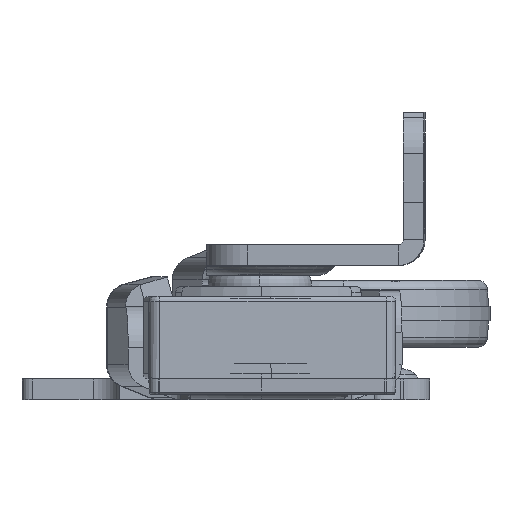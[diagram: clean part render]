
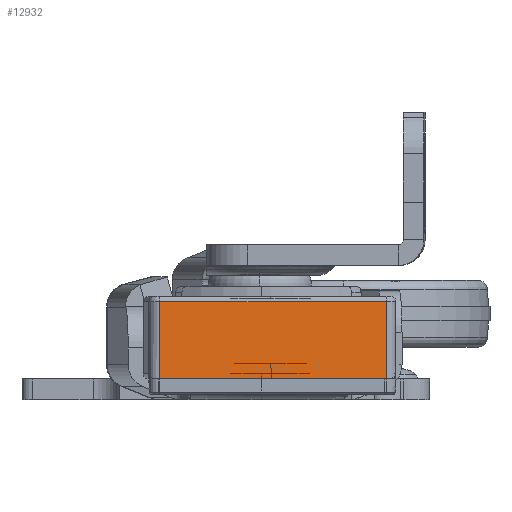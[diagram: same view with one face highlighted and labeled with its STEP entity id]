
A CAD part, left-side view. The second image highlights one B-rep face of the part: STEP entity #12932.
In plain terms, the highlighted face is planar.
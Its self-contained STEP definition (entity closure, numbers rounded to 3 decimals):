
#1300 = DIRECTION ( 'NONE',  ( 0., 1., 0. ) ) ;
#1314 = ORIENTED_EDGE ( 'NONE', *, *, #15796, .T. ) ;
#1415 = AXIS2_PLACEMENT_3D ( 'NONE', #16021, #18174, #24586 ) ;
#2395 = ORIENTED_EDGE ( 'NONE', *, *, #8679, .T. ) ;
#2747 = CARTESIAN_POINT ( 'NONE',  ( 10., 11., 0.5 ) ) ;
#3457 = LINE ( 'NONE', #11216, #16776 ) ;
#3796 = CARTESIAN_POINT ( 'NONE',  ( 10., -11., 8. ) ) ;
#3970 = VECTOR ( 'NONE', #6838, 1000. ) ;
#4423 = LINE ( 'NONE', #24236, #3970 ) ;
#4843 = FACE_OUTER_BOUND ( 'NONE', #10239, .T. ) ;
#5362 = VERTEX_POINT ( 'NONE', #20222 ) ;
#5426 = ORIENTED_EDGE ( 'NONE', *, *, #23540, .F. ) ;
#5511 = EDGE_CURVE ( 'NONE', #10651, #7854, #3457, .T. ) ;
#5951 = VECTOR ( 'NONE', #11548, 1000. ) ;
#6838 = DIRECTION ( 'NONE',  ( 0., -1., 0. ) ) ;
#7578 = ORIENTED_EDGE ( 'NONE', *, *, #5511, .T. ) ;
#7605 = LINE ( 'NONE', #3796, #5951 ) ;
#7854 = VERTEX_POINT ( 'NONE', #2747 ) ;
#8679 = EDGE_CURVE ( 'NONE', #5362, #10651, #7605, .T. ) ;
#9938 = CARTESIAN_POINT ( 'NONE',  ( 10., 11., 8. ) ) ;
#10239 = EDGE_LOOP ( 'NONE', ( #2395, #7578, #5426, #1314 ) ) ;
#10651 = VERTEX_POINT ( 'NONE', #18182 ) ;
#11216 = CARTESIAN_POINT ( 'NONE',  ( 10., 11., 0.5 ) ) ;
#11548 = DIRECTION ( 'NONE',  ( 0., 0., -1. ) ) ;
#12348 = CARTESIAN_POINT ( 'NONE',  ( 10., 11., 8. ) ) ;
#12585 = PLANE ( 'NONE',  #1415 ) ;
#12932 = ADVANCED_FACE ( 'NONE', ( #4843 ), #12585, .T. ) ;
#13390 = LINE ( 'NONE', #9938, #17393 ) ;
#15796 = EDGE_CURVE ( 'NONE', #18889, #5362, #4423, .T. ) ;
#16021 = CARTESIAN_POINT ( 'NONE',  ( 10., 11., 8. ) ) ;
#16776 = VECTOR ( 'NONE', #1300, 1000. ) ;
#17393 = VECTOR ( 'NONE', #21582, 1000. ) ;
#18174 = DIRECTION ( 'NONE',  ( 1., 0., 0. ) ) ;
#18182 = CARTESIAN_POINT ( 'NONE',  ( 10., -11., 0.5 ) ) ;
#18889 = VERTEX_POINT ( 'NONE', #12348 ) ;
#20222 = CARTESIAN_POINT ( 'NONE',  ( 10., -11., 8. ) ) ;
#21582 = DIRECTION ( 'NONE',  ( 0., 0., -1. ) ) ;
#23540 = EDGE_CURVE ( 'NONE', #18889, #7854, #13390, .T. ) ;
#24236 = CARTESIAN_POINT ( 'NONE',  ( 10., 11., 8. ) ) ;
#24586 = DIRECTION ( 'NONE',  ( 0., 0., -1. ) ) ;
